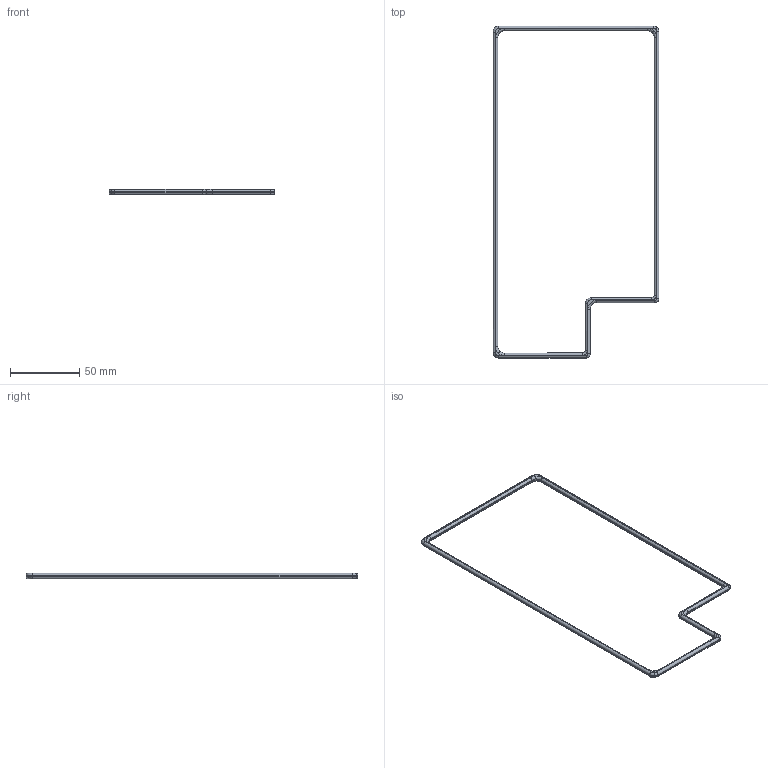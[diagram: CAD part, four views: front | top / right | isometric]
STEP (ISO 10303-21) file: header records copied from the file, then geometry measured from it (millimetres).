
FILE_DESCRIPTION(('FreeCAD Model'),'2;1');
FILE_NAME('Open CASCADE Shape Model','2025-05-12T00:28:44',('Author'),( ''),'Open CASCADE STEP processor 7.8','FreeCAD','Unknown');
FILE_SCHEMA(('AUTOMOTIVE_DESIGN { 1 0 10303 214 1 1 1 1 }'));
Length unit declared in the file: millimetre
Products named in the file (1): Body
Bounding box: 120.25 x 240.53 x 4 mm (x, y, z)
Volume: 8321.9 mm3; surface area: 8580.7 mm2
Topology: 1 solids, 1 shells, 86 faces, 196 edges, 112 vertices
Faces by surface type: bspline 28, cylinder 26, plane 14, extrusion 14, revolution 4
Entity records: 3072 total; most frequent: CARTESIAN_POINT 1419, ORIENTED_EDGE 392, DIRECTION 284, EDGE_CURVE 196, VERTEX_POINT 112, AXIS2_PLACEMENT_3D 95, VECTOR 90, FACE_BOUND 88
